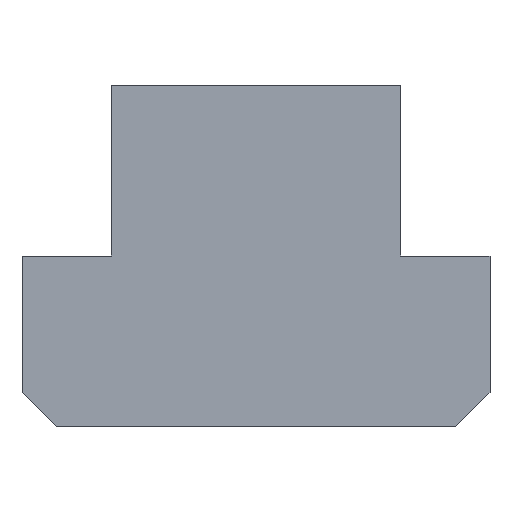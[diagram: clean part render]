
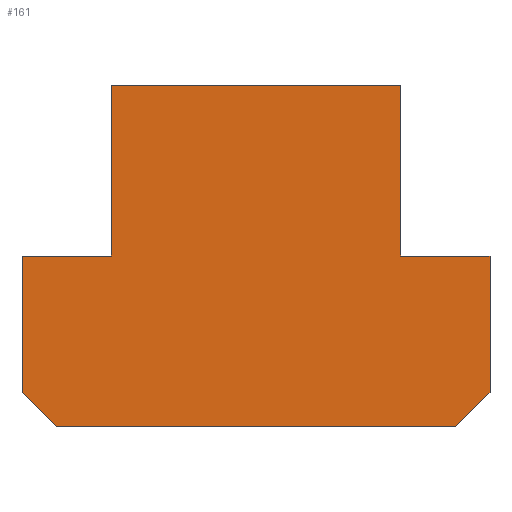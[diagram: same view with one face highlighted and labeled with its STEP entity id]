
A CAD part, front view. The second image highlights one B-rep face of the part: STEP entity #161.
In plain terms, the highlighted planar face has unit normal (0, -1, 0).
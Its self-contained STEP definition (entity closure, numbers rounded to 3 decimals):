
#111=VERTEX_POINT('',#294);
#117=EDGE_CURVE('',#137,#125,#300,.T.);
#125=VERTEX_POINT('',#309);
#135=EDGE_CURVE('',#193,#137,#320,.T.);
#137=VERTEX_POINT('',#322);
#139=EDGE_CURVE('',#111,#193,#324,.T.);
#151=EDGE_CURVE('',#155,#111,#338,.T.);
#155=VERTEX_POINT('',#342);
#157=EDGE_CURVE('',#189,#155,#344,.T.);
#161=ADVANCED_FACE('',(#348),#349,.T.);
#181=EDGE_CURVE('',#207,#189,#371,.T.);
#189=VERTEX_POINT('',#380);
#193=VERTEX_POINT('',#384);
#197=EDGE_CURVE('',#267,#207,#388,.T.);
#207=VERTEX_POINT('',#399);
#223=EDGE_CURVE('',#233,#247,#418,.T.);
#233=VERTEX_POINT('',#430);
#237=EDGE_CURVE('',#247,#267,#434,.T.);
#247=VERTEX_POINT('',#444);
#267=VERTEX_POINT('',#467);
#271=EDGE_CURVE('',#125,#233,#471,.T.);
#294=CARTESIAN_POINT('',(-6.8,-11.0,8.0));
#300=LINE('',#494,#495);
#309=CARTESIAN_POINT('',(11.0,-11.0,0.0));
#320=LINE('',#524,#525);
#322=CARTESIAN_POINT('',(6.8,-11.0,0.0));
#324=LINE('',#530,#531);
#338=LINE('',#551,#552);
#342=CARTESIAN_POINT('',(-6.8,-11.0,0.0));
#344=LINE('',#561,#562);
#348=FACE_OUTER_BOUND('',#568,.T.);
#349=PLANE('',#569);
#371=LINE('',#598,#599);
#380=CARTESIAN_POINT('',(-11.,-11.0,0.0));
#384=CARTESIAN_POINT('',(6.8,-11.0,8.0));
#388=LINE('',#621,#622);
#399=CARTESIAN_POINT('',(-11.,-11.0,-6.4));
#418=LINE('',#662,#663);
#430=CARTESIAN_POINT('',(11.0,-11.0,-6.4));
#434=LINE('',#682,#683);
#444=CARTESIAN_POINT('',(9.4,-11.0,-8.));
#467=CARTESIAN_POINT('',(-9.4,-11.0,-8.));
#471=LINE('',#733,#734);
#494=CARTESIAN_POINT('',(11.0,-11.0,0.0));
#495=VECTOR('',#747,1.0);
#524=CARTESIAN_POINT('',(6.8,-11.0,0.0));
#525=VECTOR('',#768,1.0);
#530=CARTESIAN_POINT('',(6.8,-11.0,8.0));
#531=VECTOR('',#769,1.0);
#551=CARTESIAN_POINT('',(-6.8,-11.0,8.0));
#552=VECTOR('',#785,1.0);
#561=CARTESIAN_POINT('',(-6.8,-11.0,0.0));
#562=VECTOR('',#787,1.0);
#568=EDGE_LOOP('',(#790,#791,#792,#793,#794,#795,#796,#797,#798,#799));
#569=AXIS2_PLACEMENT_3D('',#800,#801,#802);
#598=CARTESIAN_POINT('',(-11.,-11.0,0.0));
#599=VECTOR('',#827,1.0);
#621=CARTESIAN_POINT('',(-11.,-11.0,-6.4));
#622=VECTOR('',#838,1.0);
#662=CARTESIAN_POINT('',(9.4,-11.0,-8.));
#663=VECTOR('',#884,1.0);
#682=CARTESIAN_POINT('',(-9.4,-11.0,-8.));
#683=VECTOR('',#902,1.0);
#733=CARTESIAN_POINT('',(11.0,-11.0,-6.4));
#734=VECTOR('',#932,1.0);
#747=DIRECTION('',(1.0,0.0,0.0));
#768=DIRECTION('',(0.0,0.,-1.0));
#769=DIRECTION('',(1.0,0.0,0.0));
#785=DIRECTION('',(0.0,0.,1.0));
#787=DIRECTION('',(1.0,0.0,0.0));
#790=ORIENTED_EDGE('',*,*,#223,.F.);
#791=ORIENTED_EDGE('',*,*,#271,.F.);
#792=ORIENTED_EDGE('',*,*,#117,.F.);
#793=ORIENTED_EDGE('',*,*,#135,.F.);
#794=ORIENTED_EDGE('',*,*,#139,.F.);
#795=ORIENTED_EDGE('',*,*,#151,.F.);
#796=ORIENTED_EDGE('',*,*,#157,.F.);
#797=ORIENTED_EDGE('',*,*,#181,.F.);
#798=ORIENTED_EDGE('',*,*,#197,.F.);
#799=ORIENTED_EDGE('',*,*,#237,.F.);
#800=CARTESIAN_POINT('',(0.,-11.0,-0.69));
#801=DIRECTION('',(0.0,-1.0,0.));
#802=DIRECTION('',(1.0,0.0,0.0));
#827=DIRECTION('',(0.0,0.,1.0));
#838=DIRECTION('',(-0.707,0.,0.707));
#884=DIRECTION('',(-0.707,0.,-0.707));
#902=DIRECTION('',(-1.0,0.0,0.0));
#932=DIRECTION('',(0.0,0.,-1.0));
